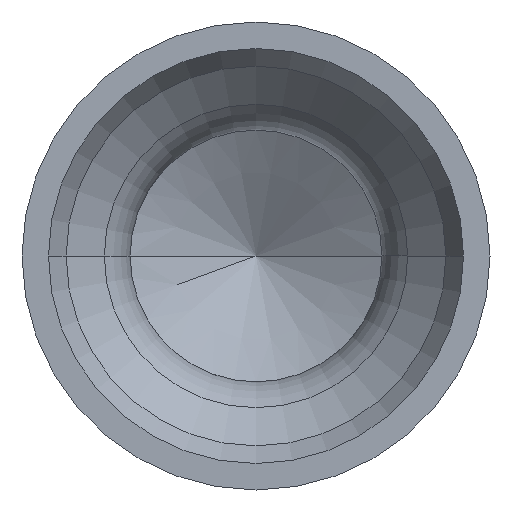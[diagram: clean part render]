
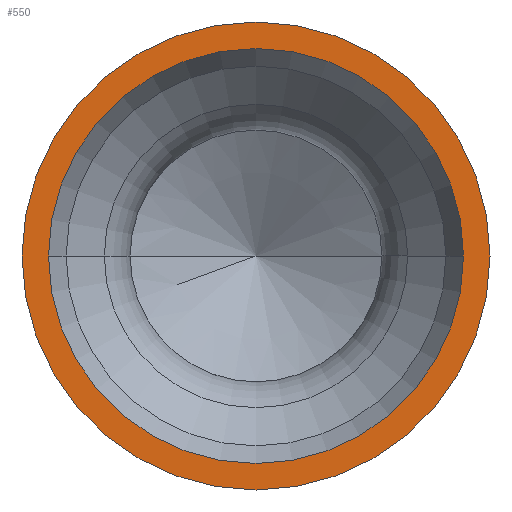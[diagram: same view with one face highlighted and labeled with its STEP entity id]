
A CAD part, front view. The second image highlights one B-rep face of the part: STEP entity #550.
In plain terms, the highlighted planar face has unit normal (0, -1, 0).
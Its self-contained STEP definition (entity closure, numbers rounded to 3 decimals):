
#15=CARTESIAN_POINT('',(0.,-24.4,0.));
#16=DIRECTION('',(0.,1.,0.));
#17=DIRECTION('',(1.,0.,0.));
#18=AXIS2_PLACEMENT_3D('',#15,#16,#17);
#20=CARTESIAN_POINT('',(0.,-24.4,0.));
#21=DIRECTION('',(0.,1.,0.));
#22=DIRECTION('',(-1.,0.,0.));
#23=AXIS2_PLACEMENT_3D('',#20,#21,#22);
#33=CARTESIAN_POINT('',(0.,-24.4,0.));
#34=DIRECTION('',(0.,1.,0.));
#35=DIRECTION('',(1.,0.,0.));
#36=AXIS2_PLACEMENT_3D('',#33,#34,#35);
#38=CARTESIAN_POINT('',(0.,-24.4,0.));
#39=DIRECTION('',(0.,-1.,0.));
#40=DIRECTION('',(1.,0.,0.));
#41=AXIS2_PLACEMENT_3D('',#38,#39,#40);
#439=CARTESIAN_POINT('',(2.65,-24.4,0.));
#441=VERTEX_POINT('',#439);
#463=CARTESIAN_POINT('',(-2.65,-24.4,0.));
#465=VERTEX_POINT('',#463);
#525=CARTESIAN_POINT('',(2.35,-24.4,0.));
#526=CARTESIAN_POINT('',(-2.35,-24.4,0.));
#527=VERTEX_POINT('',#525);
#528=VERTEX_POINT('',#526);
#533=CARTESIAN_POINT('',(0.,-24.4,0.));
#534=DIRECTION('',(0.,-1.,0.));
#535=DIRECTION('',(-1.,0.,0.));
#536=AXIS2_PLACEMENT_3D('',#533,#534,#535);
#537=PLANE('',#536);
#539=ORIENTED_EDGE('',*,*,#538,.T.);
#541=ORIENTED_EDGE('',*,*,#540,.F.);
#542=EDGE_LOOP('',(#539,#541));
#543=FACE_OUTER_BOUND('',#542,.F.);
#545=ORIENTED_EDGE('',*,*,#544,.F.);
#547=ORIENTED_EDGE('',*,*,#546,.F.);
#548=EDGE_LOOP('',(#545,#547));
#549=FACE_BOUND('',#548,.F.);
#19=CIRCLE('',#18,2.35);
#24=CIRCLE('',#23,2.35);
#37=CIRCLE('',#36,2.65);
#42=CIRCLE('',#41,2.65);
#538=EDGE_CURVE('',#441,#465,#37,.T.);
#540=EDGE_CURVE('',#441,#465,#42,.T.);
#544=EDGE_CURVE('',#527,#528,#19,.T.);
#546=EDGE_CURVE('',#528,#527,#24,.T.);
#550=ADVANCED_FACE('',(#543,#549),#537,.T.);
